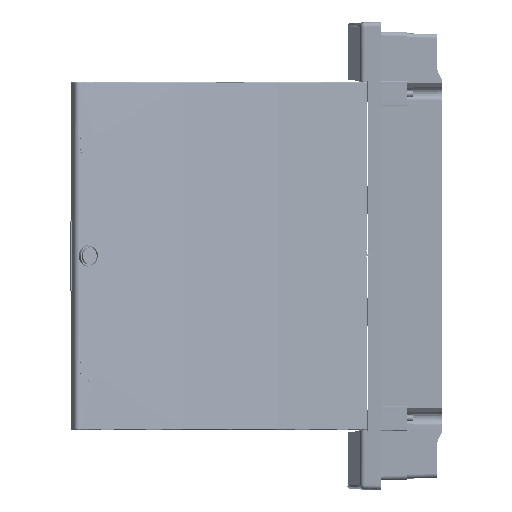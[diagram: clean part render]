
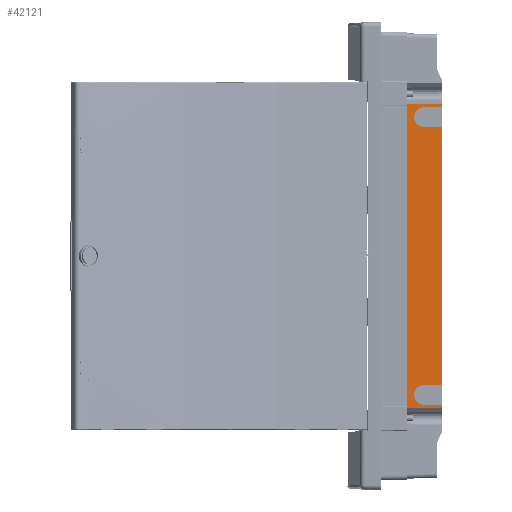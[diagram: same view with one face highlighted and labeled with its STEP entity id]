
A CAD part, left-side view. The second image highlights one B-rep face of the part: STEP entity #42121.
In plain terms, the highlighted planar face has unit normal (-1, -0.018, 0).
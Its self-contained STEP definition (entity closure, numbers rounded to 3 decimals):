
#1472=CIRCLE('',#47666,10.935);
#1520=CIRCLE('',#47921,10.935);
#4814=ORIENTED_EDGE('',*,*,#14940,.T.);
#4815=ORIENTED_EDGE('',*,*,#15543,.T.);
#4816=ORIENTED_EDGE('',*,*,#15542,.T.);
#4817=ORIENTED_EDGE('',*,*,#15539,.T.);
#4818=ORIENTED_EDGE('',*,*,#14936,.F.);
#4819=ORIENTED_EDGE('',*,*,#15538,.F.);
#4820=ORIENTED_EDGE('',*,*,#15338,.T.);
#4821=ORIENTED_EDGE('',*,*,#15047,.T.);
#4822=ORIENTED_EDGE('',*,*,#14908,.T.);
#4823=ORIENTED_EDGE('',*,*,#15046,.F.);
#4824=ORIENTED_EDGE('',*,*,#15042,.F.);
#4825=ORIENTED_EDGE('',*,*,#15039,.F.);
#14908=EDGE_CURVE('',#20626,#20625,#24837,.T.);
#14936=EDGE_CURVE('',#20653,#20654,#24861,.T.);
#14940=EDGE_CURVE('',#20658,#20657,#24865,.T.);
#15039=EDGE_CURVE('',#20658,#20728,#24932,.T.);
#15042=EDGE_CURVE('',#20728,#20730,#1472,.T.);
#15046=EDGE_CURVE('',#20730,#20625,#24935,.T.);
#15047=EDGE_CURVE('',#20732,#20626,#24936,.T.);
#15338=EDGE_CURVE('',#20918,#20732,#25199,.T.);
#15538=EDGE_CURVE('',#20918,#20653,#25368,.T.);
#15539=EDGE_CURVE('',#21035,#20654,#25369,.T.);
#15542=EDGE_CURVE('',#21036,#21035,#1520,.T.);
#15543=EDGE_CURVE('',#20657,#21036,#25370,.T.);
#20625=VERTEX_POINT('',#64005);
#20626=VERTEX_POINT('',#64007);
#20653=VERTEX_POINT('',#64061);
#20654=VERTEX_POINT('',#64063);
#20657=VERTEX_POINT('',#64069);
#20658=VERTEX_POINT('',#64071);
#20728=VERTEX_POINT('',#64363);
#20730=VERTEX_POINT('',#64369);
#20732=VERTEX_POINT('',#64378);
#20918=VERTEX_POINT('',#64991);
#21035=VERTEX_POINT('',#65425);
#21036=VERTEX_POINT('',#65429);
#24837=LINE('',#64006,#28384);
#24861=LINE('',#64062,#28408);
#24865=LINE('',#64070,#28412);
#24932=LINE('',#64362,#28479);
#24935=LINE('',#64375,#28482);
#24936=LINE('',#64377,#28483);
#25199=LINE('',#64990,#28746);
#25368=LINE('',#65422,#28915);
#25369=LINE('',#65424,#28916);
#25370=LINE('',#65432,#28917);
#28384=VECTOR('',#51949,1000.);
#28408=VECTOR('',#51981,1000.);
#28412=VECTOR('',#51985,1000.);
#28479=VECTOR('',#52122,1000.);
#28482=VECTOR('',#52137,1000.);
#28483=VECTOR('',#52140,1000.);
#28746=VECTOR('',#52667,1000.);
#28915=VECTOR('',#53064,1000.);
#28916=VECTOR('',#53067,1000.);
#28917=VECTOR('',#53078,1000.);
#32130=EDGE_LOOP('',(#4814,#4815,#4816,#4817,#4818,#4819,#4820,#4821,#4822,
#4823,#4824,#4825));
#36525=FACE_BOUND('',#32130,.T.);
#40844=PLANE('',#47933);
#42121=ADVANCED_FACE('',(#36525),#40844,.T.);
#47666=AXIS2_PLACEMENT_3D('',#64368,#52128,#52129);
#47921=AXIS2_PLACEMENT_3D('',#65430,#53074,#53075);
#47933=AXIS2_PLACEMENT_3D('',#65473,#53123,#53124);
#51949=DIRECTION('',(0.,0.,1.));
#51981=DIRECTION('',(0.,0.,-1.));
#51985=DIRECTION('',(0.,0.,1.));
#52122=DIRECTION('',(-0.017,1.,-0.017));
#52128=DIRECTION('',(-1.,-0.017,0.));
#52129=DIRECTION('',(-0.017,1.,0.));
#52137=DIRECTION('',(0.017,-1.,-0.017));
#52140=DIRECTION('',(0.017,-1.,0.012));
#52667=DIRECTION('',(0.,0.,-1.));
#53064=DIRECTION('',(0.017,-1.,-0.012));
#53067=DIRECTION('',(0.017,-1.,0.017));
#53074=DIRECTION('',(1.,0.017,0.));
#53075=DIRECTION('',(-0.017,1.,0.));
#53078=DIRECTION('',(-0.017,1.,0.017));
#53123=DIRECTION('',(-1.,-0.017,0.));
#53124=DIRECTION('',(-0.017,1.,0.));
#64005=CARTESIAN_POINT('',(-183.808,-0.3,-166.138));
#64006=CARTESIAN_POINT('',(-183.808,-0.3,-115.945));
#64007=CARTESIAN_POINT('',(-183.808,-0.3,-169.008));
#64061=CARTESIAN_POINT('',(-183.808,-0.3,169.008));
#64062=CARTESIAN_POINT('',(-183.808,-0.3,240.945));
#64063=CARTESIAN_POINT('',(-183.808,-0.3,166.138));
#64069=CARTESIAN_POINT('',(-183.808,-0.3,143.564));
#64070=CARTESIAN_POINT('',(-183.808,-0.3,-115.945));
#64071=CARTESIAN_POINT('',(-183.808,-0.3,-143.564));
#64362=CARTESIAN_POINT('',(-184.519,40.487,-144.276));
#64363=CARTESIAN_POINT('',(-184.159,19.857,-143.916));
#64368=CARTESIAN_POINT('',(-184.159,19.857,-154.851));
#64369=CARTESIAN_POINT('',(-184.159,19.857,-165.786));
#64375=CARTESIAN_POINT('',(-184.467,37.483,-165.479));
#64377=CARTESIAN_POINT('',(-184.505,39.681,-169.501));
#64378=CARTESIAN_POINT('',(-184.49,38.8,-169.49));
#64990=CARTESIAN_POINT('',(-184.49,38.8,240.945));
#64991=CARTESIAN_POINT('',(-184.49,38.8,169.49));
#65422=CARTESIAN_POINT('',(-184.505,39.681,169.501));
#65424=CARTESIAN_POINT('',(-184.467,37.483,165.479));
#65425=CARTESIAN_POINT('',(-184.159,19.857,165.786));
#65429=CARTESIAN_POINT('',(-184.159,19.857,143.916));
#65430=CARTESIAN_POINT('',(-184.159,19.857,154.851));
#65432=CARTESIAN_POINT('',(-184.519,40.487,144.276));
#65473=CARTESIAN_POINT('',(-184.49,38.8,240.945));
